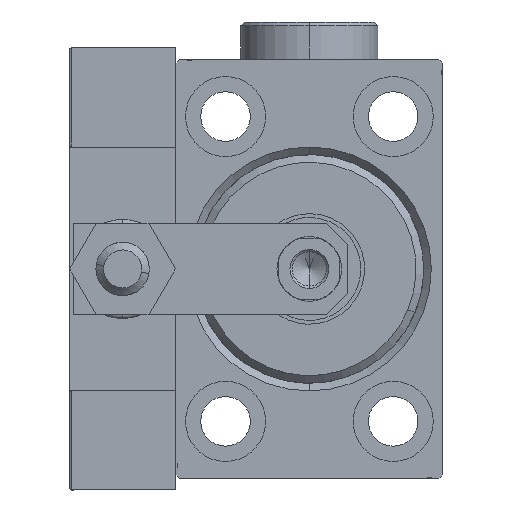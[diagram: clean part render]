
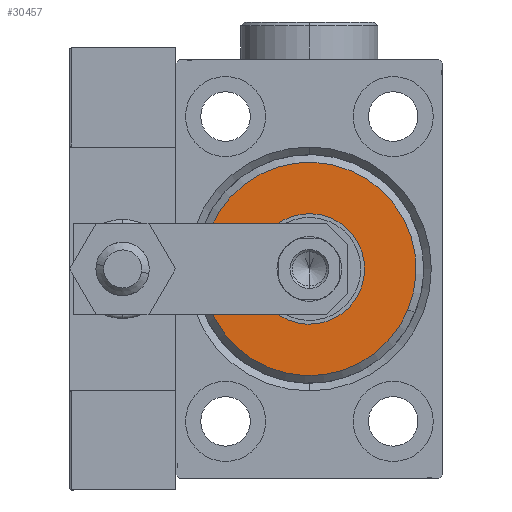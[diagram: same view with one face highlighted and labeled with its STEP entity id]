
A CAD part, left-side view. The second image highlights one B-rep face of the part: STEP entity #30457.
In plain terms, the highlighted face is planar.
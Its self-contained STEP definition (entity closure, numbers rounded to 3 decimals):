
#58 = EDGE_LOOP ( 'NONE', ( #32052, #35565 ) ) ;
#427 = EDGE_CURVE ( 'NONE', #8815, #39282, #29930, .T. ) ;
#482 = VERTEX_POINT ( 'NONE', #16840 ) ;
#640 = EDGE_LOOP ( 'NONE', ( #25120, #6926 ) ) ;
#1074 = EDGE_CURVE ( 'NONE', #39282, #8815, #5007, .T. ) ;
#2878 = CARTESIAN_POINT ( 'NONE',  ( 3., 0., 0. ) ) ;
#4802 = DIRECTION ( 'NONE',  ( 0., 0., -1. ) ) ;
#5007 = CIRCLE ( 'NONE', #27462, 7.25 ) ;
#6062 = CARTESIAN_POINT ( 'NONE',  ( 3., 0., 0. ) ) ;
#6926 = ORIENTED_EDGE ( 'NONE', *, *, #1074, .F. ) ;
#7037 = DIRECTION ( 'NONE',  ( 0., 0., -1. ) ) ;
#7622 = DIRECTION ( 'NONE',  ( 1., 0., 0. ) ) ;
#8815 = VERTEX_POINT ( 'NONE', #35450 ) ;
#8961 = DIRECTION ( 'NONE',  ( 1., 0., 0. ) ) ;
#9960 = DIRECTION ( 'NONE',  ( 1., 0., 0. ) ) ;
#11535 = CARTESIAN_POINT ( 'NONE',  ( 3., 0., 0. ) ) ;
#11830 = EDGE_CURVE ( 'NONE', #482, #18570, #46063, .T. ) ;
#11905 = DIRECTION ( 'NONE',  ( 0., 0., -1. ) ) ;
#16006 = CARTESIAN_POINT ( 'NONE',  ( 3., 0., -14. ) ) ;
#16840 = CARTESIAN_POINT ( 'NONE',  ( 3., 0., 14. ) ) ;
#18570 = VERTEX_POINT ( 'NONE', #16006 ) ;
#19111 = DIRECTION ( 'NONE',  ( 0., 0., -1. ) ) ;
#22679 = FACE_OUTER_BOUND ( 'NONE', #58, .T. ) ;
#24849 = CARTESIAN_POINT ( 'NONE',  ( 3., 0., 0. ) ) ;
#25120 = ORIENTED_EDGE ( 'NONE', *, *, #427, .F. ) ;
#27462 = AXIS2_PLACEMENT_3D ( 'NONE', #11535, #7622, #19111 ) ;
#29170 = EDGE_CURVE ( 'NONE', #18570, #482, #32133, .T. ) ;
#29470 = CARTESIAN_POINT ( 'NONE',  ( 3., 0., 7.25 ) ) ;
#29636 = AXIS2_PLACEMENT_3D ( 'NONE', #6062, #9960, #42032 ) ;
#29930 = CIRCLE ( 'NONE', #33241, 7.25 ) ;
#30457 = ADVANCED_FACE ( 'NONE', ( #22679, #42763 ), #38584, .T. ) ;
#31885 = AXIS2_PLACEMENT_3D ( 'NONE', #24849, #8961, #4802 ) ;
#32052 = ORIENTED_EDGE ( 'NONE', *, *, #11830, .T. ) ;
#32133 = CIRCLE ( 'NONE', #29636, 14. ) ;
#33241 = AXIS2_PLACEMENT_3D ( 'NONE', #51553, #47636, #11905 ) ;
#35450 = CARTESIAN_POINT ( 'NONE',  ( 3., 0., -7.25 ) ) ;
#35565 = ORIENTED_EDGE ( 'NONE', *, *, #29170, .T. ) ;
#38584 = PLANE ( 'NONE',  #50563 ) ;
#39282 = VERTEX_POINT ( 'NONE', #29470 ) ;
#42032 = DIRECTION ( 'NONE',  ( 0., 0., -1. ) ) ;
#42763 = FACE_BOUND ( 'NONE', #640, .T. ) ;
#46063 = CIRCLE ( 'NONE', #31885, 14. ) ;
#47636 = DIRECTION ( 'NONE',  ( 1., 0., 0. ) ) ;
#50563 = AXIS2_PLACEMENT_3D ( 'NONE', #2878, #50595, #7037 ) ;
#50595 = DIRECTION ( 'NONE',  ( 1., 0., 0. ) ) ;
#51553 = CARTESIAN_POINT ( 'NONE',  ( 3., 0., 0. ) ) ;
